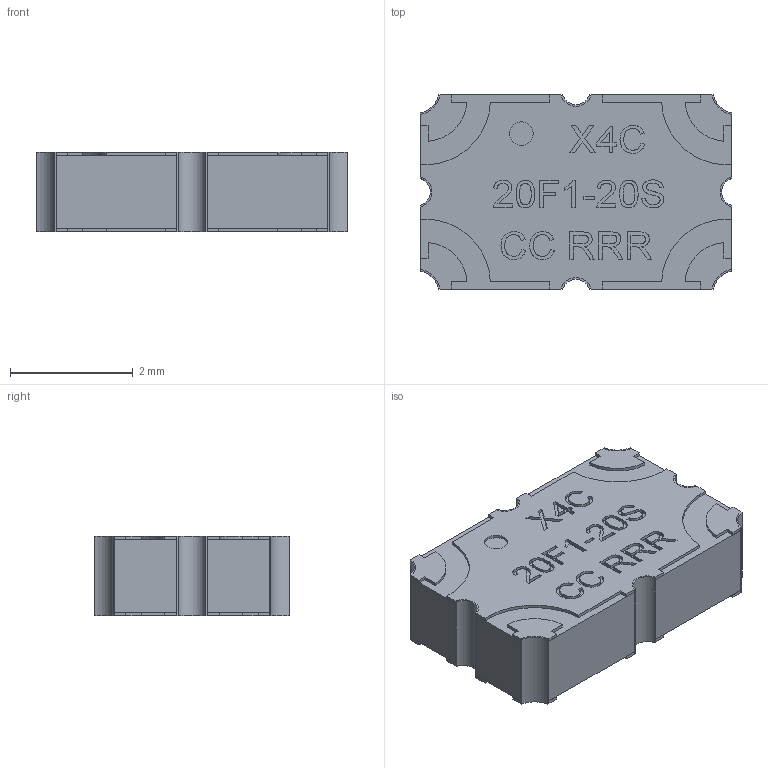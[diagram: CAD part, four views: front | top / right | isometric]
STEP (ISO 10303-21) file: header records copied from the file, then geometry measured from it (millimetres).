
FILE_DESCRIPTION (( 'STEP AP203' ), '1' );
FILE_NAME ('X4C20F1-20S.STEP', '2024-01-22T19:08:47', ( '' ), ( '' ), 'SwSTEP 2.0', 'SolidWorks 2023', '' );
FILE_SCHEMA (( 'CONFIG_CONTROL_DESIGN' ));
Length unit declared in the file: inch
Products named in the file (1): X4C20F1-20S
Bounding box: 5.08 x 3.17 x 1.3 mm (x, y, z)
Volume: 19.9 mm3; surface area: 114.2 mm2
Topology: 25 solids, 25 shells, 429 faces, 1137 edges, 758 vertices
Faces by surface type: plane 268, bspline 106, cylinder 55
Entity records: 18664 total; most frequent: CARTESIAN_POINT 8511, ORIENTED_EDGE 2274, DIRECTION 1683, EDGE_CURVE 1137, LINE 815, VECTOR 815, VERTEX_POINT 758, EDGE_LOOP 463
